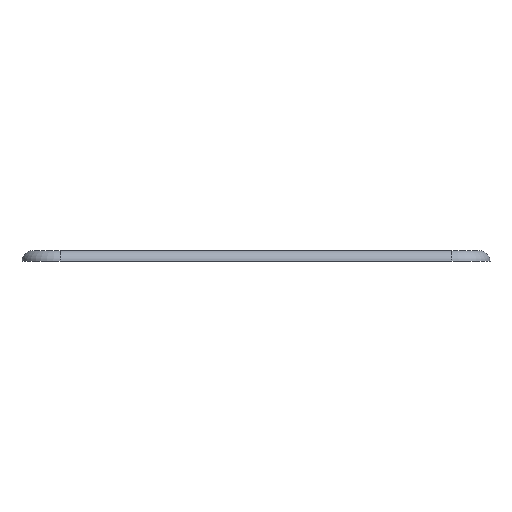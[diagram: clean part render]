
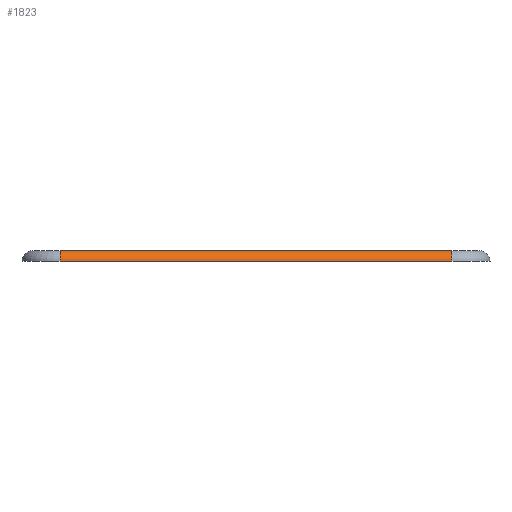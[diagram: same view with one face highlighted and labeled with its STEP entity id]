
A CAD part, left-side view. The second image highlights one B-rep face of the part: STEP entity #1823.
In plain terms, the highlighted cylindrical face has radius 1.5 mm (diameter 3 mm), a partial arc.
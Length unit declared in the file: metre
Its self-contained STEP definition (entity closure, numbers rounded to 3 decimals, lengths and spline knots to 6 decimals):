
#160=LINE('',#3534,#312);
#165=LINE('',#3560,#317);
#312=VECTOR('',#3002,1.);
#317=VECTOR('',#3027,1.);
#846=ORIENTED_EDGE('',*,*,#1102,.T.);
#847=ORIENTED_EDGE('',*,*,#1088,.T.);
#848=ORIENTED_EDGE('',*,*,#1104,.F.);
#849=ORIENTED_EDGE('',*,*,#1074,.F.);
#1074=EDGE_CURVE('',#1258,#1259,#160,.T.);
#1088=EDGE_CURVE('',#1269,#1268,#165,.T.);
#1102=EDGE_CURVE('',#1258,#1269,#1366,.T.);
#1104=EDGE_CURVE('',#1259,#1268,#1368,.T.);
#1258=VERTEX_POINT('',#3535);
#1259=VERTEX_POINT('',#3536);
#1268=VERTEX_POINT('',#3559);
#1269=VERTEX_POINT('',#3561);
#1366=CIRCLE('',#2558,0.0015);
#1368=CIRCLE('',#2562,0.0015);
#1483=EDGE_LOOP('',(#846,#847,#848,#849));
#1599=FACE_BOUND('',#1483,.T.);
#1644=CYLINDRICAL_SURFACE('',#2561,0.0015);
#1823=ADVANCED_FACE('',(#1599),#1644,.T.);
#2558=AXIS2_PLACEMENT_3D('',#3591,#3076,#3077);
#2561=AXIS2_PLACEMENT_3D('',#3594,#3082,#3083);
#2562=AXIS2_PLACEMENT_3D('',#3595,#3084,#3085);
#3002=DIRECTION('',(0.,-1.,0.));
#3027=DIRECTION('',(0.,-1.,0.));
#3076=DIRECTION('',(0.,-1.,0.));
#3077=DIRECTION('',(0.,0.,-1.));
#3082=DIRECTION('',(0.,1.,0.));
#3083=DIRECTION('',(-1.,0.,0.));
#3084=DIRECTION('',(0.,-1.,0.));
#3085=DIRECTION('',(0.,0.,-1.));
#3534=CARTESIAN_POINT('',(-0.058006,-0.028313,0.0015));
#3535=CARTESIAN_POINT('',(-0.058006,0.028312,0.0015));
#3536=CARTESIAN_POINT('',(-0.058006,-0.028313,0.0015));
#3559=CARTESIAN_POINT('',(-0.059506,-0.028313,0.));
#3560=CARTESIAN_POINT('',(-0.059506,-0.000001,0.));
#3561=CARTESIAN_POINT('',(-0.059506,0.028312,0.));
#3591=CARTESIAN_POINT('',(-0.058006,0.028312,0.));
#3594=CARTESIAN_POINT('',(-0.058006,-0.000001,0.));
#3595=CARTESIAN_POINT('',(-0.058006,-0.028313,0.));
